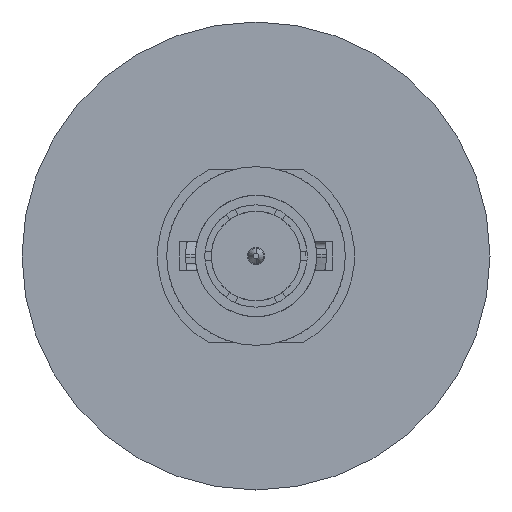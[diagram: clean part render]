
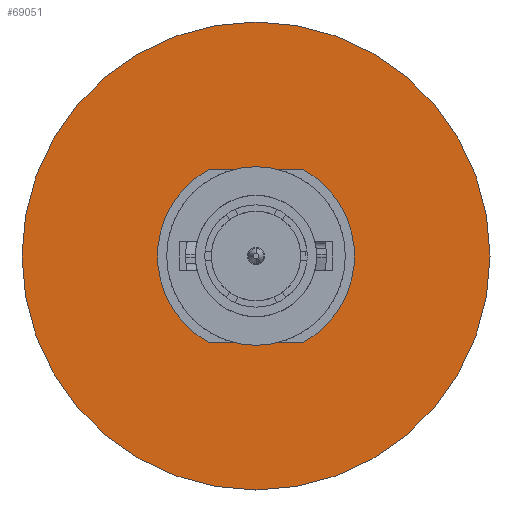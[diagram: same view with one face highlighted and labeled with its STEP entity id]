
A CAD part, left-side view. The second image highlights one B-rep face of the part: STEP entity #69051.
In plain terms, the highlighted planar face has unit normal (-1, 0, 0).
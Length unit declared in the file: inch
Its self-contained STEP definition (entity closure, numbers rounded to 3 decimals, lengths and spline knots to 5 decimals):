
#6364 = DIRECTION ( 'NONE',  ( 0., -1., 0. ) ) ;
#7387 = CIRCLE ( 'NONE', #73947, 0.74803 ) ;
#8699 = AXIS2_PLACEMENT_3D ( 'NONE', #74585, #30377, #23310 ) ;
#9033 = DIRECTION ( 'NONE',  ( 0., 1., 0. ) ) ;
#13865 = CARTESIAN_POINT ( 'NONE',  ( -0.47448, 0.2022, 0. ) ) ;
#18485 = PLANE ( 'NONE',  #76685 ) ;
#23310 = DIRECTION ( 'NONE',  ( 0., -1., 0. ) ) ;
#24736 = ORIENTED_EDGE ( 'NONE', *, *, #66409, .T. ) ;
#29737 = CARTESIAN_POINT ( 'NONE',  ( -0.47448, 0.7022, 0. ) ) ;
#30377 = DIRECTION ( 'NONE',  ( -1., 0., 0. ) ) ;
#31787 = DIRECTION ( 'NONE',  ( -1., 0., 0. ) ) ;
#34549 = CARTESIAN_POINT ( 'NONE',  ( -0.47448, 0.95023, 0. ) ) ;
#45895 = ORIENTED_EDGE ( 'NONE', *, *, #67034, .T. ) ;
#50144 = FACE_OUTER_BOUND ( 'NONE', #66321, .T. ) ;
#64063 = CARTESIAN_POINT ( 'NONE',  ( -0.47448, -0.54583, 0. ) ) ;
#66207 = DIRECTION ( 'NONE',  ( 1., 0., 0. ) ) ;
#66321 = EDGE_LOOP ( 'NONE', ( #45895, #24736 ) ) ;
#66409 = EDGE_CURVE ( 'NONE', #81913, #68957, #7387, .T. ) ;
#67034 = EDGE_CURVE ( 'NONE', #68957, #81913, #76630, .T. ) ;
#68957 = VERTEX_POINT ( 'NONE', #64063 ) ;
#69051 = ADVANCED_FACE ( 'NONE', ( #50144 ), #18485, .F. ) ;
#73947 = AXIS2_PLACEMENT_3D ( 'NONE', #13865, #31787, #6364 ) ;
#74585 = CARTESIAN_POINT ( 'NONE',  ( -0.47448, 0.2022, 0. ) ) ;
#76630 = CIRCLE ( 'NONE', #8699, 0.74803 ) ;
#76685 = AXIS2_PLACEMENT_3D ( 'NONE', #29737, #66207, #9033 ) ;
#81913 = VERTEX_POINT ( 'NONE', #34549 ) ;
